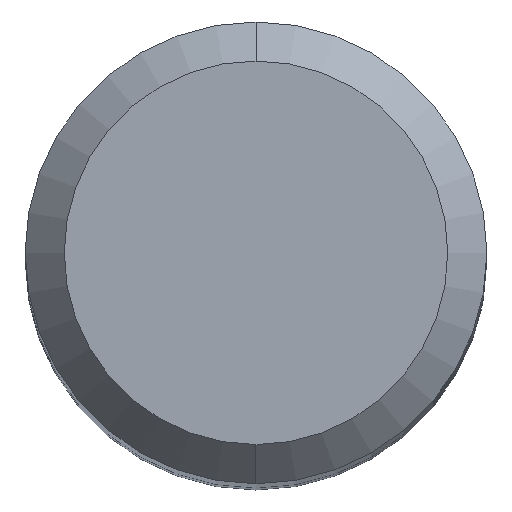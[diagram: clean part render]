
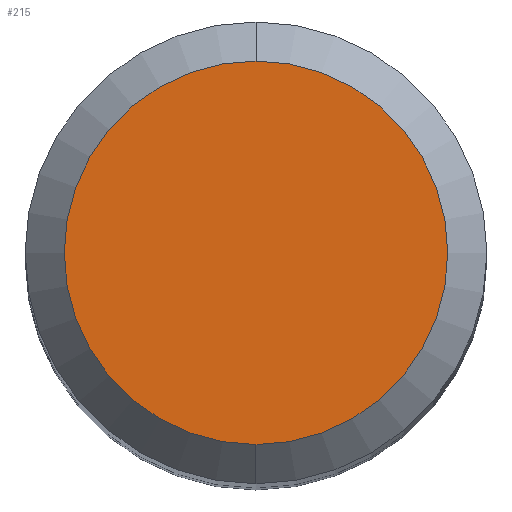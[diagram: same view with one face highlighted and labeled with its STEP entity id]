
A CAD part, top view. The second image highlights one B-rep face of the part: STEP entity #215.
In plain terms, the highlighted planar face has unit normal (0, 0, 1).
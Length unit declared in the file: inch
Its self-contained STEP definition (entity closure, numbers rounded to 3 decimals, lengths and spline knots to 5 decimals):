
#15 = CARTESIAN_POINT ( 'NONE',  ( 0., 0., 0. ) ) ;
#36 = AXIS2_PLACEMENT_3D ( 'NONE', #15, #271, #177 ) ;
#58 = CARTESIAN_POINT ( 'NONE',  ( 0., 0.0981, 0. ) ) ;
#77 = EDGE_CURVE ( 'NONE', #375, #108, #144, .T. ) ;
#108 = VERTEX_POINT ( 'NONE', #274 ) ;
#144 = CIRCLE ( 'NONE', #36, 0.0981 ) ;
#150 = EDGE_LOOP ( 'NONE', ( #352, #364 ) ) ;
#172 = FACE_OUTER_BOUND ( 'NONE', #150, .T. ) ;
#177 = DIRECTION ( 'NONE',  ( 0., -1., 0. ) ) ;
#190 = DIRECTION ( 'NONE',  ( 0., -1., 0. ) ) ;
#212 = CARTESIAN_POINT ( 'NONE',  ( 0., 0., 0. ) ) ;
#215 = ADVANCED_FACE ( 'NONE', ( #172 ), #297, .F. ) ;
#220 = DIRECTION ( 'NONE',  ( 0., 0., -1. ) ) ;
#225 = AXIS2_PLACEMENT_3D ( 'NONE', #58, #220, #313 ) ;
#271 = DIRECTION ( 'NONE',  ( 0., 0., 1. ) ) ;
#274 = CARTESIAN_POINT ( 'NONE',  ( 0., -0.0981, 0. ) ) ;
#276 = DIRECTION ( 'NONE',  ( 0., 0., 1. ) ) ;
#297 = PLANE ( 'NONE',  #225 ) ;
#299 = CIRCLE ( 'NONE', #371, 0.0981 ) ;
#302 = EDGE_CURVE ( 'NONE', #108, #375, #299, .T. ) ;
#313 = DIRECTION ( 'NONE',  ( 0., 1., 0. ) ) ;
#320 = CARTESIAN_POINT ( 'NONE',  ( 0., 0.0981, 0. ) ) ;
#352 = ORIENTED_EDGE ( 'NONE', *, *, #77, .T. ) ;
#364 = ORIENTED_EDGE ( 'NONE', *, *, #302, .T. ) ;
#371 = AXIS2_PLACEMENT_3D ( 'NONE', #212, #276, #190 ) ;
#375 = VERTEX_POINT ( 'NONE', #320 ) ;
